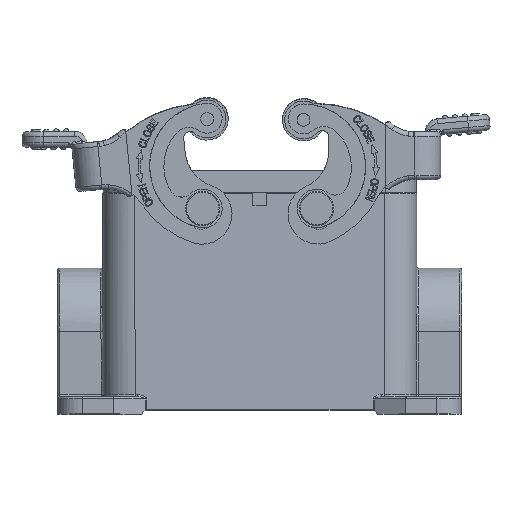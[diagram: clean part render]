
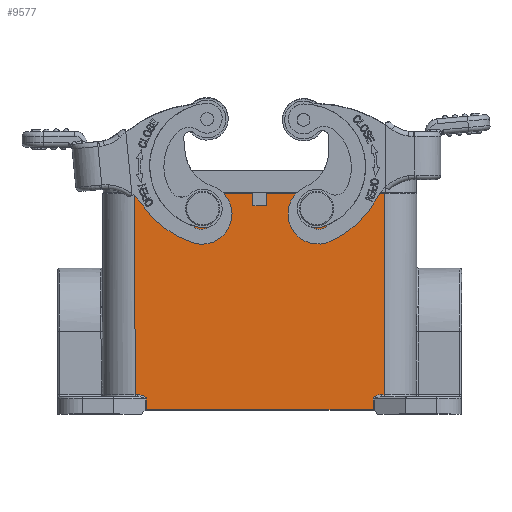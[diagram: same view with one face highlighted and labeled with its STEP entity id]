
A CAD part, top view. The second image highlights one B-rep face of the part: STEP entity #9577.
In plain terms, the highlighted planar face has unit normal (0, 0.004, 1).
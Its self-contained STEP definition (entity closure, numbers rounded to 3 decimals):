
#8571=ELLIPSE('',#33907,2.282,2.282);
#8572=ELLIPSE('',#33908,1.5,1.5);
#8573=ELLIPSE('',#33909,1.992,1.);
#8574=ELLIPSE('',#33910,1.992,1.);
#8675=FACE_BOUND('',#13163,.T.);
#8676=FACE_BOUND('',#13164,.T.);
#8677=FACE_BOUND('',#13165,.T.);
#9577=ADVANCED_FACE('',(#8675,#8676,#8677),#11089,.T.);
#11089=PLANE('',#33911);
#13163=EDGE_LOOP('',(#19650));
#13164=EDGE_LOOP('',(#19651));
#13165=EDGE_LOOP('',(#19652,#19653,#19654,#19655,#19656,#19657,#19658,#19659,
#19660,#19661,#19662,#19663,#19664,#19665));
#15584=LINE('',#43440,#17562);
#15585=LINE('',#43443,#17563);
#15586=LINE('',#43445,#17564);
#15587=LINE('',#43447,#17565);
#15588=LINE('',#43451,#17566);
#15589=LINE('',#43453,#17567);
#15590=LINE('',#43455,#17568);
#15591=LINE('',#43459,#17569);
#15592=LINE('',#43461,#17570);
#15593=LINE('',#43463,#17571);
#15594=LINE('',#43465,#17572);
#15595=LINE('',#43467,#17573);
#17562=VECTOR('',#36428,1.);
#17563=VECTOR('',#36429,1.);
#17564=VECTOR('',#36430,1.);
#17565=VECTOR('',#36431,1.);
#17566=VECTOR('',#36434,1.);
#17567=VECTOR('',#36435,1.);
#17568=VECTOR('',#36436,1.);
#17569=VECTOR('',#36439,1.);
#17570=VECTOR('',#36440,1.);
#17571=VECTOR('',#36441,1.);
#17572=VECTOR('',#36442,1.);
#17573=VECTOR('',#36443,1.);
#19650=ORIENTED_EDGE('',*,*,#29289,.T.);
#19651=ORIENTED_EDGE('',*,*,#29290,.T.);
#19652=ORIENTED_EDGE('',*,*,#29291,.F.);
#19653=ORIENTED_EDGE('',*,*,#29292,.T.);
#19654=ORIENTED_EDGE('',*,*,#29293,.T.);
#19655=ORIENTED_EDGE('',*,*,#29294,.T.);
#19656=ORIENTED_EDGE('',*,*,#29295,.T.);
#19657=ORIENTED_EDGE('',*,*,#29296,.T.);
#19658=ORIENTED_EDGE('',*,*,#29297,.F.);
#19659=ORIENTED_EDGE('',*,*,#29298,.T.);
#19660=ORIENTED_EDGE('',*,*,#29299,.T.);
#19661=ORIENTED_EDGE('',*,*,#29300,.T.);
#19662=ORIENTED_EDGE('',*,*,#29301,.T.);
#19663=ORIENTED_EDGE('',*,*,#29302,.T.);
#19664=ORIENTED_EDGE('',*,*,#29303,.F.);
#19665=ORIENTED_EDGE('',*,*,#29304,.F.);
#26922=VERTEX_POINT('',#43437);
#26923=VERTEX_POINT('',#43439);
#26924=VERTEX_POINT('',#43441);
#26925=VERTEX_POINT('',#43442);
#26926=VERTEX_POINT('',#43444);
#26927=VERTEX_POINT('',#43446);
#26928=VERTEX_POINT('',#43448);
#26929=VERTEX_POINT('',#43450);
#26930=VERTEX_POINT('',#43452);
#26931=VERTEX_POINT('',#43454);
#26932=VERTEX_POINT('',#43456);
#26933=VERTEX_POINT('',#43458);
#26934=VERTEX_POINT('',#43460);
#26935=VERTEX_POINT('',#43462);
#26936=VERTEX_POINT('',#43464);
#26937=VERTEX_POINT('',#43466);
#29289=EDGE_CURVE('',#26922,#26922,#8571,.T.);
#29290=EDGE_CURVE('',#26923,#26923,#8572,.T.);
#29291=EDGE_CURVE('',#26924,#26925,#15584,.T.);
#29292=EDGE_CURVE('',#26924,#26926,#15585,.T.);
#29293=EDGE_CURVE('',#26926,#26927,#15586,.T.);
#29294=EDGE_CURVE('',#26927,#26928,#15587,.T.);
#29295=EDGE_CURVE('',#26928,#26929,#8573,.T.);
#29296=EDGE_CURVE('',#26929,#26930,#15588,.T.);
#29297=EDGE_CURVE('',#26931,#26930,#15589,.T.);
#29298=EDGE_CURVE('',#26931,#26932,#15590,.T.);
#29299=EDGE_CURVE('',#26932,#26933,#8574,.T.);
#29300=EDGE_CURVE('',#26933,#26934,#15591,.T.);
#29301=EDGE_CURVE('',#26934,#26935,#15592,.T.);
#29302=EDGE_CURVE('',#26935,#26936,#15593,.T.);
#29303=EDGE_CURVE('',#26937,#26936,#15594,.T.);
#29304=EDGE_CURVE('',#26925,#26937,#15595,.T.);
#33907=AXIS2_PLACEMENT_3D('',#43436,#36424,#36425);
#33908=AXIS2_PLACEMENT_3D('',#43438,#36426,#36427);
#33909=AXIS2_PLACEMENT_3D('',#43449,#36432,#36433);
#33910=AXIS2_PLACEMENT_3D('',#43457,#36437,#36438);
#33911=AXIS2_PLACEMENT_3D('',#43468,#36444,#36445);
#36424=DIRECTION('',(0.,-0.003,-1.));
#36425=DIRECTION('',(0.,-1.,0.003));
#36426=DIRECTION('',(0.,-0.003,-1.));
#36427=DIRECTION('',(0.,1.,-0.003));
#36428=DIRECTION('',(0.,-1.,0.003));
#36429=DIRECTION('',(-1.,0.,0.));
#36430=DIRECTION('',(0.002,-1.,0.003));
#36431=DIRECTION('',(1.,0.,0.));
#36432=DIRECTION('',(0.,-0.003,-1.));
#36433=DIRECTION('',(-1.,-0.002,0.));
#36434=DIRECTION('',(-0.006,-1.,0.003));
#36435=DIRECTION('',(-1.,0.,0.));
#36436=DIRECTION('',(-0.006,1.,-0.003));
#36437=DIRECTION('',(0.,-0.003,-1.));
#36438=DIRECTION('',(-1.,0.002,0.));
#36439=DIRECTION('',(1.,0.,0.));
#36440=DIRECTION('',(0.002,1.,-0.003));
#36441=DIRECTION('',(-1.,0.,0.));
#36442=DIRECTION('',(0.,1.,-0.003));
#36443=DIRECTION('',(1.,0.,0.));
#36444=DIRECTION('',(0.,0.003,1.));
#36445=DIRECTION('',(0.,-1.,0.003));
#43436=CARTESIAN_POINT('',(35.806,30.686,48.263));
#43437=CARTESIAN_POINT('',(35.806,28.404,48.271));
#43438=CARTESIAN_POINT('',(62.306,30.702,48.263));
#43439=CARTESIAN_POINT('',(62.306,32.202,48.257));
#43440=CARTESIAN_POINT('',(47.456,34.491,48.249));
#43441=CARTESIAN_POINT('',(47.456,34.145,48.251));
#43442=CARTESIAN_POINT('',(47.456,31.344,48.26));
#43443=CARTESIAN_POINT('',(20.056,34.145,48.251));
#43444=CARTESIAN_POINT('',(19.966,34.145,48.251));
#43445=CARTESIAN_POINT('',(19.966,34.326,48.25));
#43446=CARTESIAN_POINT('',(20.048,-12.658,48.414));
#43447=CARTESIAN_POINT('',(30.106,-12.658,48.414));
#43448=CARTESIAN_POINT('',(20.666,-12.658,48.414));
#43449=CARTESIAN_POINT('',(20.66,-13.658,48.418));
#43450=CARTESIAN_POINT('',(22.652,-13.658,48.418));
#43451=CARTESIAN_POINT('',(22.941,34.387,48.25));
#43452=CARTESIAN_POINT('',(22.637,-16.156,48.426));
#43453=CARTESIAN_POINT('',(30.106,-16.156,48.426));
#43454=CARTESIAN_POINT('',(75.475,-16.156,48.426));
#43455=CARTESIAN_POINT('',(75.457,-13.154,48.416));
#43456=CARTESIAN_POINT('',(75.46,-13.658,48.418));
#43457=CARTESIAN_POINT('',(77.451,-13.658,48.418));
#43458=CARTESIAN_POINT('',(77.445,-12.658,48.414));
#43459=CARTESIAN_POINT('',(30.106,-12.658,48.414));
#43460=CARTESIAN_POINT('',(78.064,-12.658,48.414));
#43461=CARTESIAN_POINT('',(78.146,34.26,48.25));
#43462=CARTESIAN_POINT('',(78.145,34.145,48.251));
#43463=CARTESIAN_POINT('',(20.056,34.145,48.251));
#43464=CARTESIAN_POINT('',(50.656,34.145,48.251));
#43465=CARTESIAN_POINT('',(50.656,31.491,48.26));
#43466=CARTESIAN_POINT('',(50.656,31.344,48.26));
#43467=CARTESIAN_POINT('',(47.456,31.344,48.26));
#43468=CARTESIAN_POINT('',(30.106,34.344,48.25));
